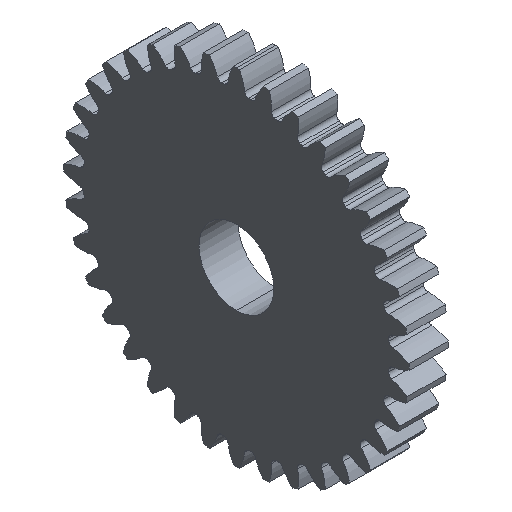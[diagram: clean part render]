
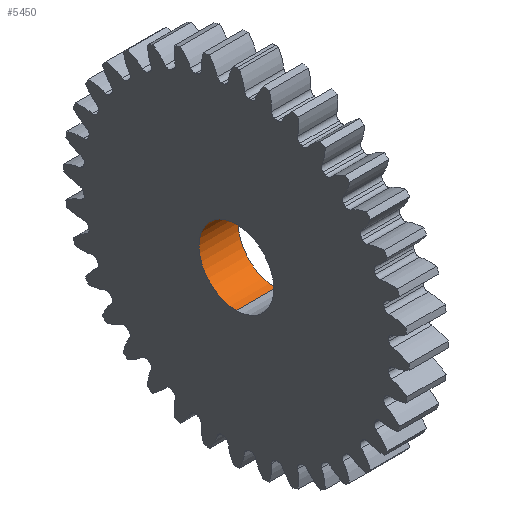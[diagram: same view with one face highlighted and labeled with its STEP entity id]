
A CAD part, isometric view. The second image highlights one B-rep face of the part: STEP entity #5450.
In plain terms, the highlighted cylindrical face has radius 4.1 mm (diameter 8.2 mm), a partial arc.
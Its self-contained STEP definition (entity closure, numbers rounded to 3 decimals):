
#49 = DIRECTION ( 'NONE',  ( 1., 0., 0. ) ) ;
#580 = ORIENTED_EDGE ( 'NONE', *, *, #4434, .T. ) ;
#893 = CARTESIAN_POINT ( 'NONE',  ( -3.5, 0., -4.1 ) ) ;
#1038 = ORIENTED_EDGE ( 'NONE', *, *, #1590, .T. ) ;
#1198 = VECTOR ( 'NONE', #49, 1000. ) ;
#1364 = AXIS2_PLACEMENT_3D ( 'NONE', #8464, #5148, #8503 ) ;
#1590 = EDGE_CURVE ( 'NONE', #4397, #3380, #6937, .T. ) ;
#1800 = CARTESIAN_POINT ( 'NONE',  ( 2.8, 0., 4.1 ) ) ;
#3119 = FACE_OUTER_BOUND ( 'NONE', #3912, .T. ) ;
#3289 = DIRECTION ( 'NONE',  ( 1., 0., 0. ) ) ;
#3364 = CARTESIAN_POINT ( 'NONE',  ( -3.5, 0., 4.1 ) ) ;
#3380 = VERTEX_POINT ( 'NONE', #1800 ) ;
#3681 = VERTEX_POINT ( 'NONE', #6794 ) ;
#3718 = CIRCLE ( 'NONE', #4967, 4.1 ) ;
#3912 = EDGE_LOOP ( 'NONE', ( #5066, #580, #7253, #1038 ) ) ;
#4176 = EDGE_CURVE ( 'NONE', #4612, #4397, #6304, .T. ) ;
#4397 = VERTEX_POINT ( 'NONE', #7423 ) ;
#4434 = EDGE_CURVE ( 'NONE', #3681, #4612, #3718, .T. ) ;
#4612 = VERTEX_POINT ( 'NONE', #8201 ) ;
#4673 = DIRECTION ( 'NONE',  ( -1., 0., 0. ) ) ;
#4967 = AXIS2_PLACEMENT_3D ( 'NONE', #7340, #4673, #6640 ) ;
#5066 = ORIENTED_EDGE ( 'NONE', *, *, #7782, .F. ) ;
#5121 = AXIS2_PLACEMENT_3D ( 'NONE', #7817, #3289, #5774 ) ;
#5148 = DIRECTION ( 'NONE',  ( 1., 0., 0. ) ) ;
#5291 = CYLINDRICAL_SURFACE ( 'NONE', #5121, 4.1 ) ;
#5408 = LINE ( 'NONE', #3364, #1198 ) ;
#5450 = ADVANCED_FACE ( 'NONE', ( #3119 ), #5291, .F. ) ;
#5774 = DIRECTION ( 'NONE',  ( 0., 0., -1. ) ) ;
#6304 = LINE ( 'NONE', #893, #7189 ) ;
#6394 = DIRECTION ( 'NONE',  ( 1., 0., 0. ) ) ;
#6640 = DIRECTION ( 'NONE',  ( 0., 0., 1. ) ) ;
#6794 = CARTESIAN_POINT ( 'NONE',  ( -1.5, 0., 4.1 ) ) ;
#6937 = CIRCLE ( 'NONE', #1364, 4.1 ) ;
#7189 = VECTOR ( 'NONE', #6394, 1000. ) ;
#7253 = ORIENTED_EDGE ( 'NONE', *, *, #4176, .T. ) ;
#7340 = CARTESIAN_POINT ( 'NONE',  ( -1.5, 0., 0. ) ) ;
#7423 = CARTESIAN_POINT ( 'NONE',  ( 2.8, 0., -4.1 ) ) ;
#7782 = EDGE_CURVE ( 'NONE', #3681, #3380, #5408, .T. ) ;
#7817 = CARTESIAN_POINT ( 'NONE',  ( -3.5, 0., 0. ) ) ;
#8201 = CARTESIAN_POINT ( 'NONE',  ( -1.5, 0., -4.1 ) ) ;
#8464 = CARTESIAN_POINT ( 'NONE',  ( 2.8, 0., 0. ) ) ;
#8503 = DIRECTION ( 'NONE',  ( 0., 0., -1. ) ) ;
